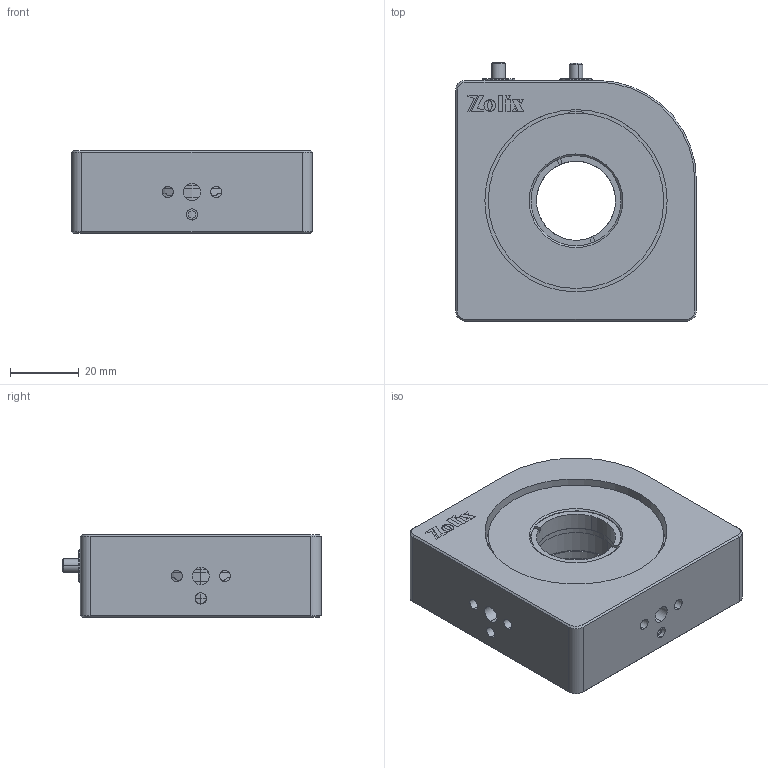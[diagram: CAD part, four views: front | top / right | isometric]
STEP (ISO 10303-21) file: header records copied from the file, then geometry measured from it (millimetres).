
FILE_DESCRIPTION (( 'STEP AP203' ), '1' );
FILE_NAME ('NMVG25.4.step', '2019-05-09T09:00:36', ( '' ), ( '' ), 'SwSTEP 2.0', 'SolidWorks 2016', '' );
FILE_SCHEMA (( 'CONFIG_CONTROL_DESIGN' ));
Length unit declared in the file: millimetre
Products named in the file (1): NMVG25.4
Bounding box: 70 x 75.13 x 24 mm (x, y, z)
Surface area: 26581.9 mm2 (no closed solid volume)
Topology: 0 solids, 19 shells, 211 faces, 868 edges, 667 vertices
Faces by surface type: plane 107, cylinder 74, cone 30
Entity records: 9874 total; most frequent: CARTESIAN_POINT 2647, DIRECTION 1454, ORIENTED_EDGE 1277, EDGE_CURVE 868, VERTEX_POINT 667, VECTOR 606, LINE 606, AXIS2_PLACEMENT_3D 424
